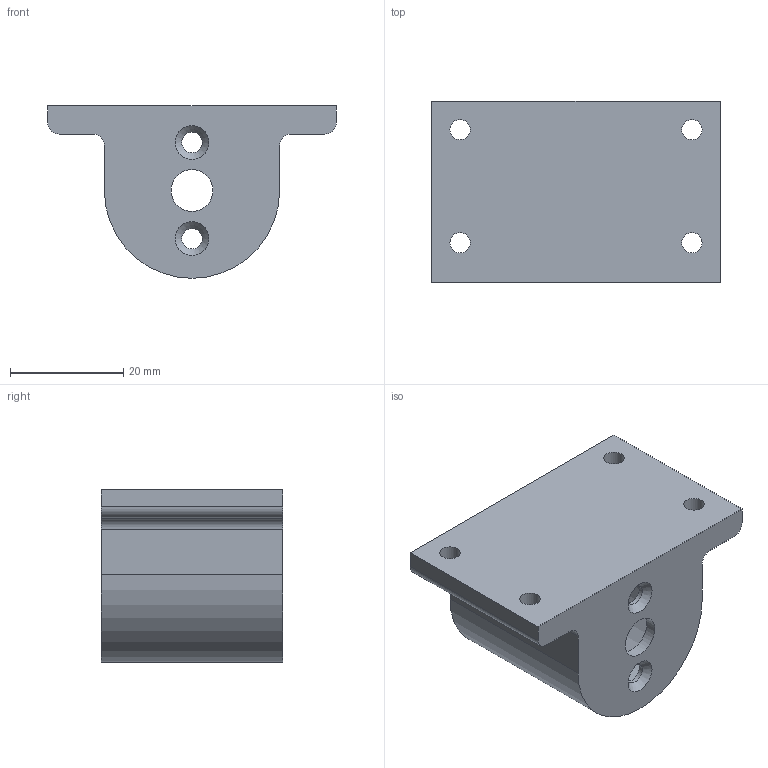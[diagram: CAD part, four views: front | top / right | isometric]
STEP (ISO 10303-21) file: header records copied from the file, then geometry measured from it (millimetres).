
FILE_DESCRIPTION(('FreeCAD Model'),'2;1');
FILE_NAME('Open CASCADE Shape Model','2026-01-14T12:56:36',('Author'),( ''),'Open CASCADE STEP processor 7.8','FreeCAD','Unknown');
FILE_SCHEMA(('AUTOMOTIVE_DESIGN { 1 0 10303 214 1 1 1 1 }'));
Length unit declared in the file: millimetre
Products named in the file (1): MotorHolder-Right
Bounding box: 51 x 32 x 30.5 mm (x, y, z)
Volume: 14565 mm3; surface area: 9032.3 mm2
Topology: 1 solids, 1 shells, 33 faces, 84 edges, 50 vertices
Faces by surface type: plane 14, cylinder 13, cone 6
Full cylindrical faces by diameter (mm): 3.6 x6, 7.4 x1, 25.4 x1
Entity records: 1774 total; most frequent: CARTESIAN_POINT 920, DIRECTION 178, ORIENTED_EDGE 168, EDGE_CURVE 84, AXIS2_PLACEMENT_3D 68, VERTEX_POINT 50, FACE_BOUND 44, EDGE_LOOP 44
